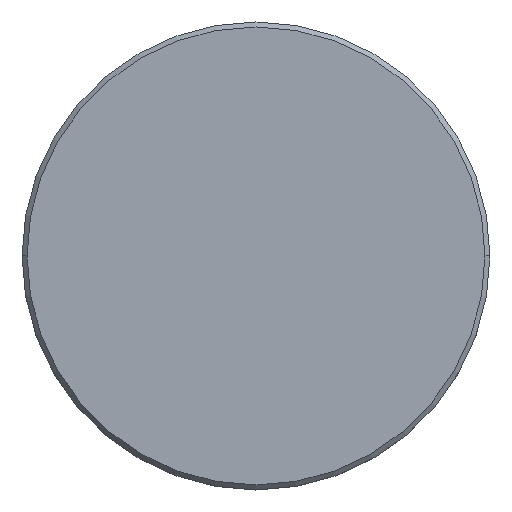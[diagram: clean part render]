
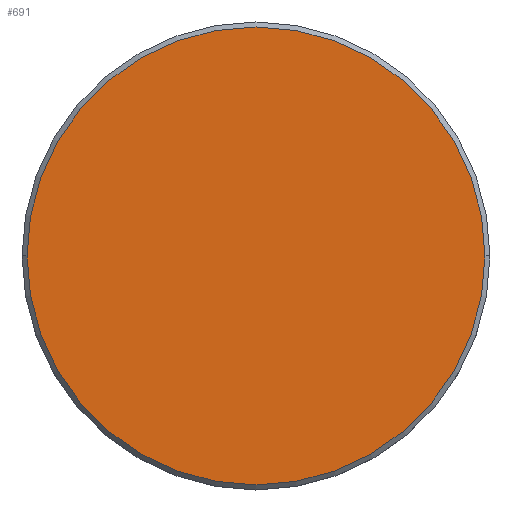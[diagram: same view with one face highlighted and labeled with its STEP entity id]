
A CAD part, top view. The second image highlights one B-rep face of the part: STEP entity #691.
In plain terms, the highlighted planar face has unit normal (0, 0, 1).
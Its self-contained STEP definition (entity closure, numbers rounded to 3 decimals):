
#13 = DIRECTION ( 'NONE',  ( 0., 0., 1. ) ) ;
#81 = VERTEX_POINT ( 'NONE', #355 ) ;
#95 = CARTESIAN_POINT ( 'NONE',  ( -23., 0., 0. ) ) ;
#122 = PLANE ( 'NONE',  #843 ) ;
#141 = CIRCLE ( 'NONE', #516, 23. ) ;
#150 = VERTEX_POINT ( 'NONE', #95 ) ;
#251 = AXIS2_PLACEMENT_3D ( 'NONE', #597, #315, #1062 ) ;
#295 = ORIENTED_EDGE ( 'NONE', *, *, #319, .T. ) ;
#315 = DIRECTION ( 'NONE',  ( 0., 0., 1. ) ) ;
#319 = EDGE_CURVE ( 'NONE', #81, #150, #344, .T. ) ;
#344 = CIRCLE ( 'NONE', #251, 23. ) ;
#355 = CARTESIAN_POINT ( 'NONE',  ( 23., 0., 0. ) ) ;
#390 = DIRECTION ( 'NONE',  ( 1., 0., 0. ) ) ;
#410 = EDGE_LOOP ( 'NONE', ( #821, #295 ) ) ;
#475 = DIRECTION ( 'NONE',  ( 0., 0., 1. ) ) ;
#516 = AXIS2_PLACEMENT_3D ( 'NONE', #642, #13, #735 ) ;
#556 = CARTESIAN_POINT ( 'NONE',  ( 0., 0., 0. ) ) ;
#592 = EDGE_CURVE ( 'NONE', #150, #81, #141, .T. ) ;
#597 = CARTESIAN_POINT ( 'NONE',  ( 0., 0., 0. ) ) ;
#642 = CARTESIAN_POINT ( 'NONE',  ( 0., 0., 0. ) ) ;
#691 = ADVANCED_FACE ( 'NONE', ( #943 ), #122, .T. ) ;
#735 = DIRECTION ( 'NONE',  ( 1., 0., 0. ) ) ;
#821 = ORIENTED_EDGE ( 'NONE', *, *, #592, .T. ) ;
#843 = AXIS2_PLACEMENT_3D ( 'NONE', #556, #475, #390 ) ;
#943 = FACE_OUTER_BOUND ( 'NONE', #410, .T. ) ;
#1062 = DIRECTION ( 'NONE',  ( 1., 0., 0. ) ) ;
